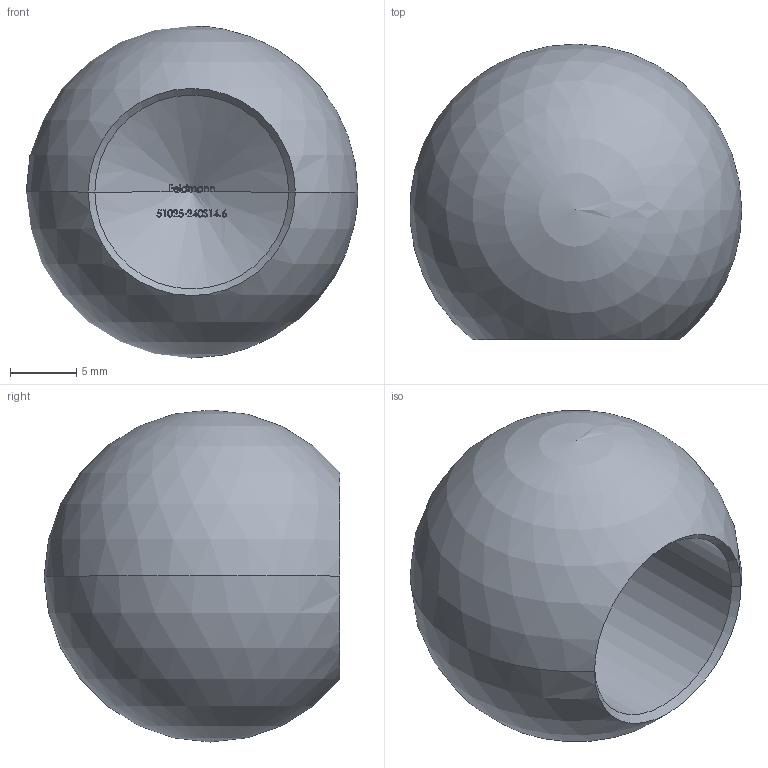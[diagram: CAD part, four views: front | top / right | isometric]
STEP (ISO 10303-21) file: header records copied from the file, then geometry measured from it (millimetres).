
FILE_DESCRIPTION (( 'STEP AP203' ), '1' );
FILE_NAME ('51025-240S14.STEP', '2018-08-06T12:09:12', ( '' ), ( '' ), 'SwSTEP 2.0', 'SolidWorks 2015', '' );
FILE_SCHEMA (( 'CONFIG_CONTROL_DESIGN' ));
Length unit declared in the file: millimetre
Products named in the file (1): 51025-240S14
Bounding box: 24.97 x 22.27 x 25 mm (x, y, z)
Volume: 5231.2 mm3; surface area: 2625.3 mm2
Topology: 1 solids, 1 shells, 292 faces, 785 edges, 513 vertices
Faces by surface type: plane 125, bspline 122, cone 41, cylinder 2, sphere 2
Entity records: 14276 total; most frequent: CARTESIAN_POINT 8244, ORIENTED_EDGE 1556, EDGE_CURVE 778, DIRECTION 648, VERTEX_POINT 510, B_SPLINE_CURVE_WITH_KNOTS 480, EDGE_LOOP 314, FACE_OUTER_BOUND 292
